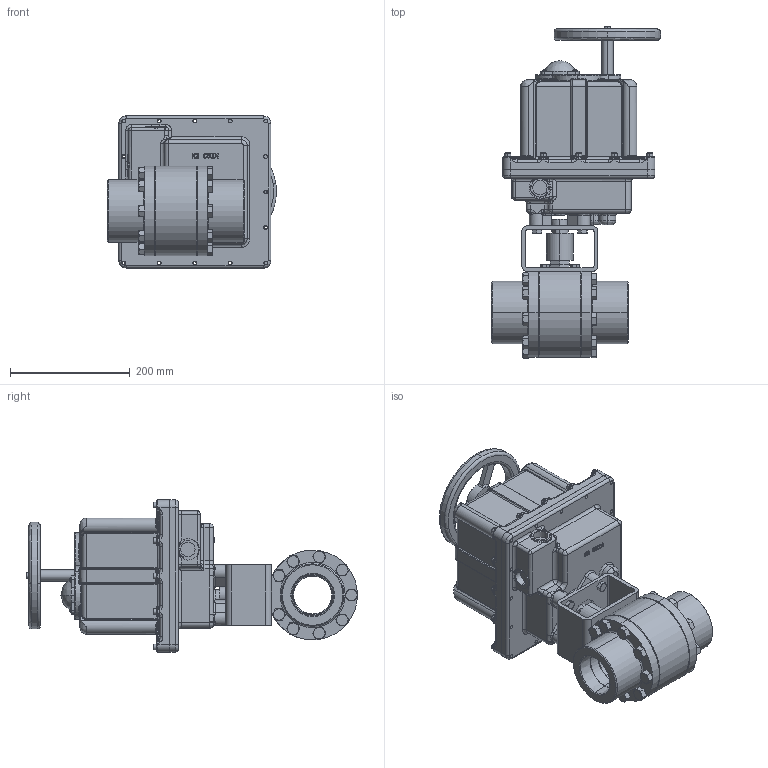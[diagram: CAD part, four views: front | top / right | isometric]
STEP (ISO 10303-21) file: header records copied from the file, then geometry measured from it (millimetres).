
FILE_DESCRIPTION (( 'STEP AP203' ), '1' );
FILE_NAME ('3000F-250-PT_ER-38.STEP', '2017-10-26T17:01:27', ( '' ), ( '' ), 'SwSTEP 2.0', 'SolidWorks 2014', '' );
FILE_SCHEMA (( 'CONFIG_CONTROL_DESIGN' ));
Length unit declared in the file: inch
Products named in the file (1): 3000F-250-PT_ER-38
Bounding box: 282.14 x 554.19 x 254.1 mm (x, y, z)
Surface area: 634222.1 mm2 (no closed solid volume)
Topology: 0 solids, 62 shells, 1513 faces, 4487 edges, 2927 vertices
Faces by surface type: cylinder 448, plane 447, bspline 408, cone 206, torus 4
Entity records: 80291 total; most frequent: CARTESIAN_POINT 44021, ORIENTED_EDGE 7570, DIRECTION 6746, EDGE_CURVE 4438, VERTEX_POINT 2927, AXIS2_PLACEMENT_3D 2595, EDGE_LOOP 1677, LINE 1556
